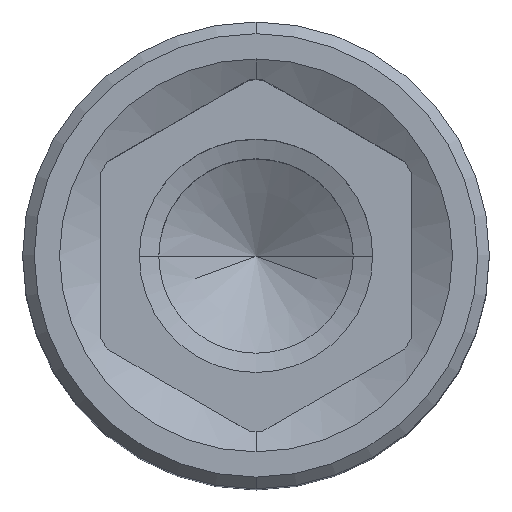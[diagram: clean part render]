
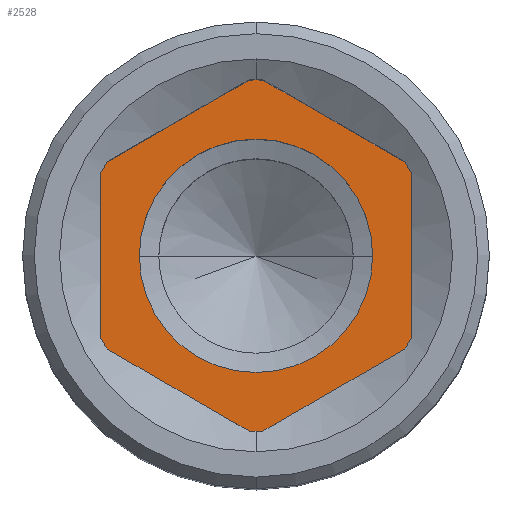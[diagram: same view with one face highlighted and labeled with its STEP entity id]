
A CAD part, top view. The second image highlights one B-rep face of the part: STEP entity #2528.
In plain terms, the highlighted planar face has unit normal (0, 0, 1).
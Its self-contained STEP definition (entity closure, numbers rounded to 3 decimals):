
#1080=DIRECTION('',(0.,-1.,0.));
#1081=VECTOR('',#1080,4.21);
#1082=CARTESIAN_POINT('',(-4.,2.105,44.));
#1083=LINE('',#1082,#1081);
#1084=CARTESIAN_POINT('',(0.,0.,44.));
#1085=DIRECTION('',(0.,0.,1.));
#1086=DIRECTION('',(-0.846,0.534,0.));
#1087=AXIS2_PLACEMENT_3D('',#1084,#1085,#1086);
#1089=DIRECTION('',(-0.866,-0.5,0.));
#1090=VECTOR('',#1089,4.21);
#1091=CARTESIAN_POINT('',(-0.177,4.517,44.));
#1092=LINE('',#1091,#1090);
#1093=CARTESIAN_POINT('',(0.,0.,44.));
#1094=DIRECTION('',(0.,0.,1.));
#1095=DIRECTION('',(0.039,0.999,0.));
#1096=AXIS2_PLACEMENT_3D('',#1093,#1094,#1095);
#1098=DIRECTION('',(-0.866,0.5,0.));
#1099=VECTOR('',#1098,4.21);
#1100=CARTESIAN_POINT('',(3.823,2.412,44.));
#1101=LINE('',#1100,#1099);
#1102=CARTESIAN_POINT('',(0.,0.,44.));
#1103=DIRECTION('',(0.,0.,1.));
#1104=DIRECTION('',(0.885,0.466,0.));
#1105=AXIS2_PLACEMENT_3D('',#1102,#1103,#1104);
#1107=DIRECTION('',(0.,1.,0.));
#1108=VECTOR('',#1107,4.21);
#1109=CARTESIAN_POINT('',(4.,-2.105,44.));
#1110=LINE('',#1109,#1108);
#1111=CARTESIAN_POINT('',(0.,0.,44.));
#1112=DIRECTION('',(0.,0.,1.));
#1113=DIRECTION('',(0.846,-0.534,0.));
#1114=AXIS2_PLACEMENT_3D('',#1111,#1112,#1113);
#1116=DIRECTION('',(0.866,0.5,0.));
#1117=VECTOR('',#1116,4.21);
#1118=CARTESIAN_POINT('',(0.177,-4.517,44.));
#1119=LINE('',#1118,#1117);
#1120=CARTESIAN_POINT('',(0.,0.,44.));
#1121=DIRECTION('',(0.,0.,1.));
#1122=DIRECTION('',(-0.039,-0.999,0.));
#1123=AXIS2_PLACEMENT_3D('',#1120,#1121,#1122);
#1125=DIRECTION('',(0.866,-0.5,0.));
#1126=VECTOR('',#1125,4.21);
#1127=CARTESIAN_POINT('',(-3.823,-2.412,44.));
#1128=LINE('',#1127,#1126);
#1129=CARTESIAN_POINT('',(0.,0.,44.));
#1130=DIRECTION('',(0.,0.,1.));
#1131=DIRECTION('',(-0.885,-0.466,0.));
#1132=AXIS2_PLACEMENT_3D('',#1129,#1130,#1131);
#1134=CARTESIAN_POINT('',(0.,0.,44.));
#1135=DIRECTION('',(0.,0.,1.));
#1136=DIRECTION('',(-1.,0.,0.));
#1137=AXIS2_PLACEMENT_3D('',#1134,#1135,#1136);
#1139=CARTESIAN_POINT('',(0.,0.,44.));
#1140=DIRECTION('',(0.,0.,1.));
#1141=DIRECTION('',(1.,0.,0.));
#1142=AXIS2_PLACEMENT_3D('',#1139,#1140,#1141);
#1233=CARTESIAN_POINT('',(-4.,2.105,44.));
#1234=CARTESIAN_POINT('',(-4.,-2.105,44.));
#1235=VERTEX_POINT('',#1233);
#1236=VERTEX_POINT('',#1234);
#1237=CARTESIAN_POINT('',(-3.823,-2.412,44.));
#1238=VERTEX_POINT('',#1237);
#1239=CARTESIAN_POINT('',(-0.177,-4.517,44.));
#1240=VERTEX_POINT('',#1239);
#1241=CARTESIAN_POINT('',(0.177,-4.517,44.));
#1242=VERTEX_POINT('',#1241);
#1243=CARTESIAN_POINT('',(3.823,-2.412,44.));
#1244=VERTEX_POINT('',#1243);
#1245=CARTESIAN_POINT('',(4.,-2.105,44.));
#1246=VERTEX_POINT('',#1245);
#1247=CARTESIAN_POINT('',(4.,2.105,44.));
#1248=VERTEX_POINT('',#1247);
#1249=CARTESIAN_POINT('',(3.823,2.412,44.));
#1250=VERTEX_POINT('',#1249);
#1251=CARTESIAN_POINT('',(0.177,4.517,44.));
#1252=VERTEX_POINT('',#1251);
#1253=CARTESIAN_POINT('',(-0.177,4.517,44.));
#1254=VERTEX_POINT('',#1253);
#1255=CARTESIAN_POINT('',(-3.823,2.412,44.));
#1256=VERTEX_POINT('',#1255);
#1392=CARTESIAN_POINT('',(-3.,0.,44.));
#1393=CARTESIAN_POINT('',(3.,0.,44.));
#1394=VERTEX_POINT('',#1392);
#1395=VERTEX_POINT('',#1393);
#2501=CARTESIAN_POINT('',(0.,0.,44.));
#2502=DIRECTION('',(0.,0.,1.));
#2503=DIRECTION('',(-1.,0.,0.));
#2504=AXIS2_PLACEMENT_3D('',#2501,#2502,#2503);
#2505=PLANE('',#2504);
#2506=ORIENTED_EDGE('',*,*,#2382,.F.);
#2507=ORIENTED_EDGE('',*,*,#2397,.F.);
#2508=ORIENTED_EDGE('',*,*,#2411,.F.);
#2509=ORIENTED_EDGE('',*,*,#2425,.F.);
#2510=ORIENTED_EDGE('',*,*,#2440,.F.);
#2511=ORIENTED_EDGE('',*,*,#2454,.F.);
#2512=ORIENTED_EDGE('',*,*,#2468,.F.);
#2513=ORIENTED_EDGE('',*,*,#2482,.F.);
#2514=ORIENTED_EDGE('',*,*,#2495,.F.);
#2515=ORIENTED_EDGE('',*,*,#2343,.F.);
#2517=ORIENTED_EDGE('',*,*,#2516,.F.);
#2519=ORIENTED_EDGE('',*,*,#2518,.F.);
#2520=EDGE_LOOP('',(#2506,#2507,#2508,#2509,#2510,#2511,#2512,#2513,#2514,#2515,
#2517,#2519));
#2521=FACE_OUTER_BOUND('',#2520,.F.);
#2523=ORIENTED_EDGE('',*,*,#2522,.T.);
#2525=ORIENTED_EDGE('',*,*,#2524,.T.);
#2526=EDGE_LOOP('',(#2523,#2525));
#2527=FACE_BOUND('',#2526,.F.);
#2528=ADVANCED_FACE('',(#2521,#2527),#2505,.T.);
#1088=CIRCLE('',#1087,4.52);
#1097=CIRCLE('',#1096,4.52);
#1106=CIRCLE('',#1105,4.52);
#1115=CIRCLE('',#1114,4.52);
#1124=CIRCLE('',#1123,4.52);
#1133=CIRCLE('',#1132,4.52);
#1138=CIRCLE('',#1137,3.);
#1143=CIRCLE('',#1142,3.);
#2343=EDGE_CURVE('',#1240,#1242,#1124,.T.);
#2382=EDGE_CURVE('',#1235,#1236,#1083,.T.);
#2397=EDGE_CURVE('',#1256,#1235,#1088,.T.);
#2411=EDGE_CURVE('',#1254,#1256,#1092,.T.);
#2425=EDGE_CURVE('',#1252,#1254,#1097,.T.);
#2440=EDGE_CURVE('',#1250,#1252,#1101,.T.);
#2454=EDGE_CURVE('',#1248,#1250,#1106,.T.);
#2468=EDGE_CURVE('',#1246,#1248,#1110,.T.);
#2482=EDGE_CURVE('',#1244,#1246,#1115,.T.);
#2495=EDGE_CURVE('',#1242,#1244,#1119,.T.);
#2516=EDGE_CURVE('',#1238,#1240,#1128,.T.);
#2518=EDGE_CURVE('',#1236,#1238,#1133,.T.);
#2522=EDGE_CURVE('',#1394,#1395,#1138,.T.);
#2524=EDGE_CURVE('',#1395,#1394,#1143,.T.);
